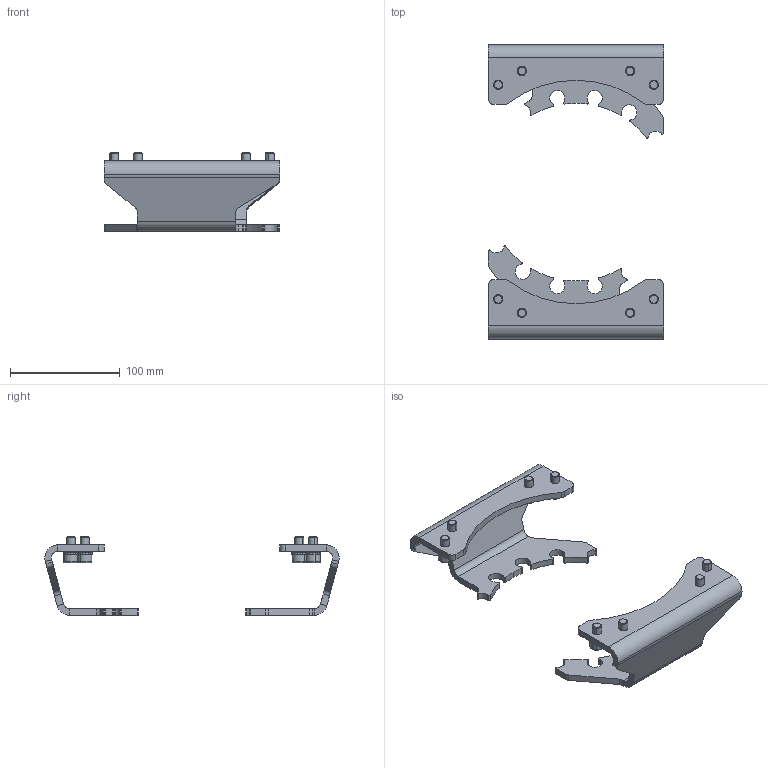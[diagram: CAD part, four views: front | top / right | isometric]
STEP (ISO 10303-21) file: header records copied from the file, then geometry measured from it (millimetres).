
FILE_DESCRIPTION (( 'STEP AP203' ), '1' );
FILE_NAME ('P1615A.STEP', '2019-05-20T13:41:13', ( 'admin' ), ( '' ), 'SwSTEP 2.0', 'SolidWorks 2017', '' );
FILE_SCHEMA (( 'CONFIG_CONTROL_DESIGN' ));
Length unit declared in the file: millimetre
Products named in the file (1): P1615A
Bounding box: 160 x 268.72 x 71.8 mm (x, y, z)
Volume: 220254.4 mm3; surface area: 89990.5 mm2
Topology: 18 solids, 18 shells, 1278 faces, 3486 edges, 2260 vertices
Faces by surface type: plane 1042, cylinder 204, torus 16, cone 16
Entity records: 39913 total; most frequent: CARTESIAN_POINT 7889, ORIENTED_EDGE 6972, DIRECTION 6308, EDGE_CURVE 3486, LINE 2646, VECTOR 2646, VERTEX_POINT 2260, AXIS2_PLACEMENT_3D 1831
